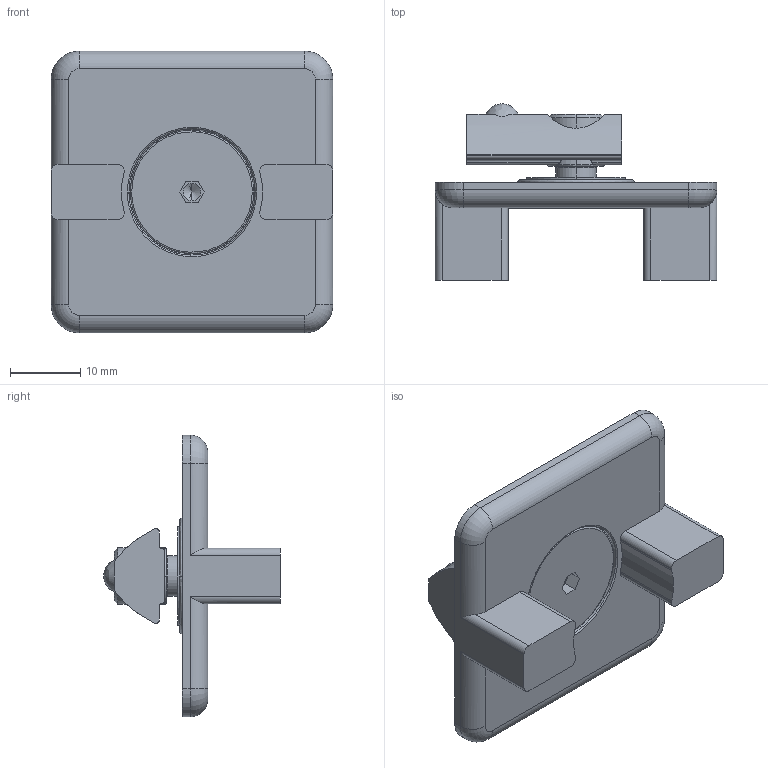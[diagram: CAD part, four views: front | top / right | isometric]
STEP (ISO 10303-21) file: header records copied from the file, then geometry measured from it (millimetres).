
FILE_DESCRIPTION (( 'STEP AP203' ), '1' );
FILE_NAME ('282350100_c_1.STEP', '2023-03-20T02:41:10', ( '' ), ( '' ), 'SwSTEP 2.0', 'SolidWorks 2014', '' );
FILE_SCHEMA (( 'CONFIG_CONTROL_DESIGN' ));
Length unit declared in the file: millimetre
Products named in the file (1): 282350100_c_1
Bounding box: 40 x 25.1 x 40 mm (x, y, z)
Volume: 8401.5 mm3; surface area: 6132.6 mm2
Topology: 1 solids, 1 shells, 151 faces, 379 edges, 248 vertices
Faces by surface type: cylinder 73, plane 43, bspline 23, cone 8, torus 4
Entity records: 5802 total; most frequent: CARTESIAN_POINT 2123, DIRECTION 774, ORIENTED_EDGE 754, EDGE_CURVE 377, AXIS2_PLACEMENT_3D 315, VERTEX_POINT 248, CIRCLE 186, EDGE_LOOP 171
